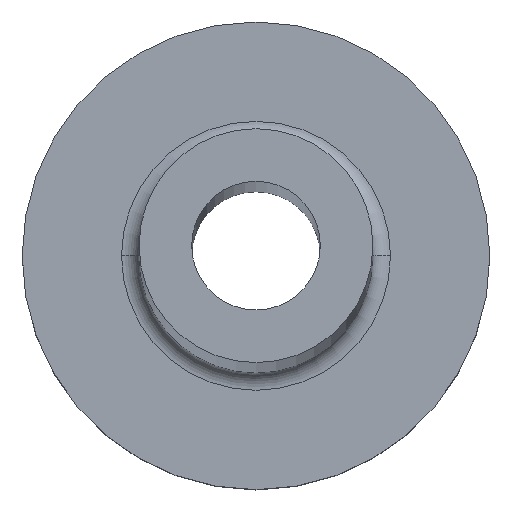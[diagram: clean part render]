
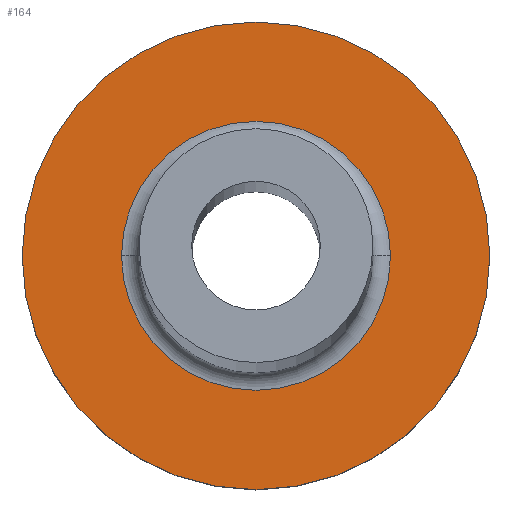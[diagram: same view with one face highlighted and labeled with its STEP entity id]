
A CAD part, top view. The second image highlights one B-rep face of the part: STEP entity #164.
In plain terms, the highlighted planar face has unit normal (0, 0, 1).
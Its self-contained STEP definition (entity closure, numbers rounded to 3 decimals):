
#2 = EDGE_CURVE ( 'NONE', #165, #261, #126, .T. ) ;
#11 = PLANE ( 'NONE',  #81 ) ;
#21 = EDGE_LOOP ( 'NONE', ( #106, #313 ) ) ;
#23 = DIRECTION ( 'NONE',  ( 0., 0., -1. ) ) ;
#27 = CARTESIAN_POINT ( 'NONE',  ( -4., 0., 3. ) ) ;
#41 = EDGE_CURVE ( 'NONE', #137, #48, #354, .T. ) ;
#48 = VERTEX_POINT ( 'NONE', #27 ) ;
#60 = EDGE_CURVE ( 'NONE', #48, #137, #107, .T. ) ;
#67 = CARTESIAN_POINT ( 'NONE',  ( 4., 0., 3. ) ) ;
#81 = AXIS2_PLACEMENT_3D ( 'NONE', #127, #216, #176 ) ;
#82 = DIRECTION ( 'NONE',  ( 1., 0., 0. ) ) ;
#85 = CARTESIAN_POINT ( 'NONE',  ( 0., 0., 3. ) ) ;
#88 = CARTESIAN_POINT ( 'NONE',  ( 0., 0., 3. ) ) ;
#106 = ORIENTED_EDGE ( 'NONE', *, *, #191, .T. ) ;
#107 = CIRCLE ( 'NONE', #153, 4. ) ;
#126 = CIRCLE ( 'NONE', #345, 2.3 ) ;
#127 = CARTESIAN_POINT ( 'NONE',  ( 0., 0., 3. ) ) ;
#134 = DIRECTION ( 'NONE',  ( 1., 0., 0. ) ) ;
#137 = VERTEX_POINT ( 'NONE', #67 ) ;
#146 = CARTESIAN_POINT ( 'NONE',  ( 0., 0., 3. ) ) ;
#153 = AXIS2_PLACEMENT_3D ( 'NONE', #146, #379, #375 ) ;
#164 = ADVANCED_FACE ( 'NONE', ( #352, #348 ), #11, .T. ) ;
#165 = VERTEX_POINT ( 'NONE', #210 ) ;
#175 = CIRCLE ( 'NONE', #336, 2.3 ) ;
#176 = DIRECTION ( 'NONE',  ( 1., 0., 0. ) ) ;
#190 = CARTESIAN_POINT ( 'NONE',  ( 2.3, 0., 3. ) ) ;
#191 = EDGE_CURVE ( 'NONE', #261, #165, #175, .T. ) ;
#210 = CARTESIAN_POINT ( 'NONE',  ( -2.3, 0., 3. ) ) ;
#216 = DIRECTION ( 'NONE',  ( 0., 0., 1. ) ) ;
#226 = ORIENTED_EDGE ( 'NONE', *, *, #60, .T. ) ;
#251 = EDGE_LOOP ( 'NONE', ( #226, #368 ) ) ;
#261 = VERTEX_POINT ( 'NONE', #190 ) ;
#271 = DIRECTION ( 'NONE',  ( 0., 0., -1. ) ) ;
#279 = AXIS2_PLACEMENT_3D ( 'NONE', #85, #309, #82 ) ;
#301 = CARTESIAN_POINT ( 'NONE',  ( 0., 0., 3. ) ) ;
#309 = DIRECTION ( 'NONE',  ( 0., 0., 1. ) ) ;
#311 = DIRECTION ( 'NONE',  ( 1., 0., 0. ) ) ;
#313 = ORIENTED_EDGE ( 'NONE', *, *, #2, .T. ) ;
#336 = AXIS2_PLACEMENT_3D ( 'NONE', #301, #271, #134 ) ;
#345 = AXIS2_PLACEMENT_3D ( 'NONE', #88, #23, #311 ) ;
#348 = FACE_OUTER_BOUND ( 'NONE', #251, .T. ) ;
#352 = FACE_BOUND ( 'NONE', #21, .T. ) ;
#354 = CIRCLE ( 'NONE', #279, 4. ) ;
#368 = ORIENTED_EDGE ( 'NONE', *, *, #41, .T. ) ;
#375 = DIRECTION ( 'NONE',  ( 1., 0., 0. ) ) ;
#379 = DIRECTION ( 'NONE',  ( 0., 0., 1. ) ) ;
